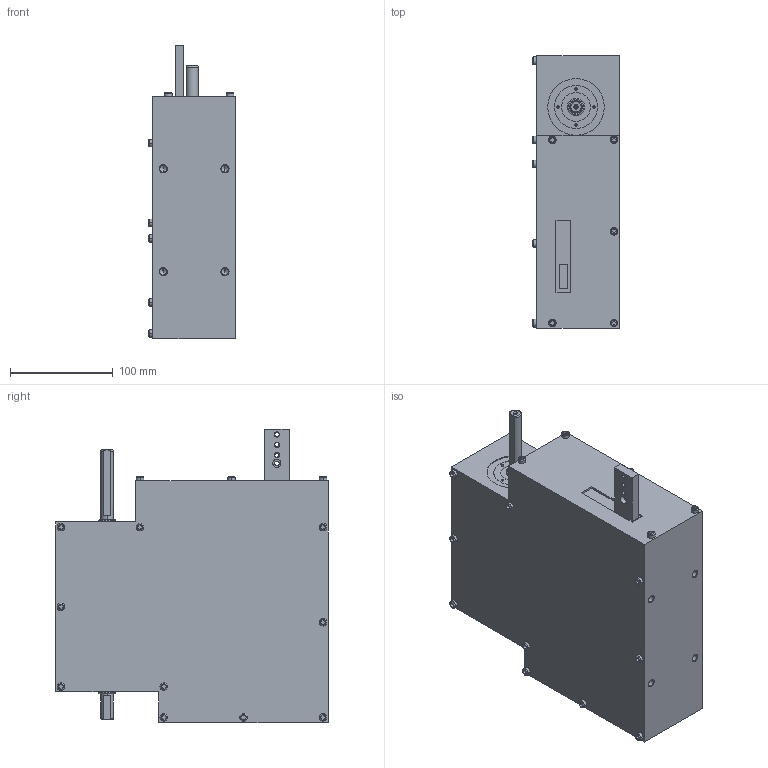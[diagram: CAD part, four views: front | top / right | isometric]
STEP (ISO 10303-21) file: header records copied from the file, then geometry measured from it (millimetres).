
FILE_DESCRIPTION (( 'STEP AP203' ), '1' );
FILE_NAME ('5GY.STEP', '2025-06-16T06:32:46', ( '' ), ( '' ), 'SwSTEP 2.0', 'SolidWorks 2018', '' );
FILE_SCHEMA (( 'CONFIG_CONTROL_DESIGN' ));
Length unit declared in the file: millimetre
Products named in the file (1): 5GY
Bounding box: 84 x 265 x 285 mm (x, y, z)
Volume: 4500380.2 mm3; surface area: 209608.1 mm2
Topology: 1 solids, 1 shells, 479 faces, 1118 edges, 694 vertices
Faces by surface type: plane 247, cylinder 132, cone 62, torus 38
Entity records: 13493 total; most frequent: DIRECTION 2402, CARTESIAN_POINT 2324, ORIENTED_EDGE 2164, EDGE_CURVE 1082, AXIS2_PLACEMENT_3D 848, LINE 706, VECTOR 706, VERTEX_POINT 694
